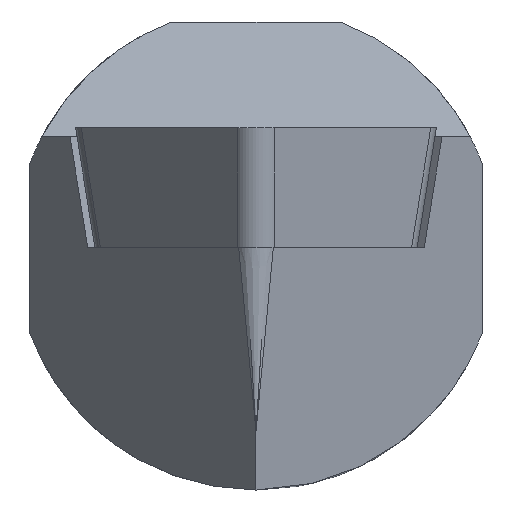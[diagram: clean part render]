
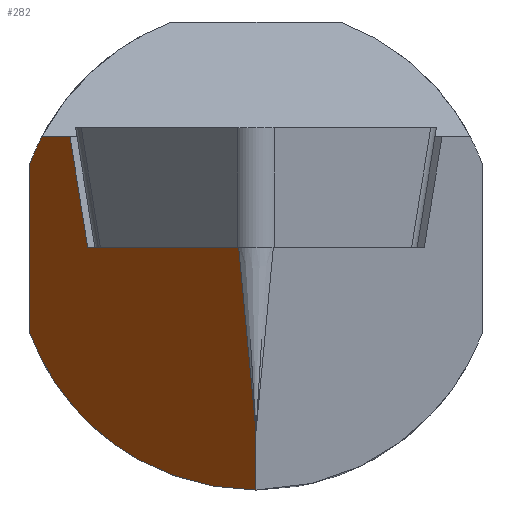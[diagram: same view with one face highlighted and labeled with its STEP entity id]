
A CAD part, left-side view. The second image highlights one B-rep face of the part: STEP entity #282.
In plain terms, the highlighted planar face has unit normal (-0.638, 0.76, -0.122).
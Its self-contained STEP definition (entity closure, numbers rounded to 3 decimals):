
#254=ELLIPSE('',#693,12.539,8.);
#259=ELLIPSE('',#703,12.539,8.);
#282=ADVANCED_FACE('',(#324),#299,.F.);
#299=PLANE('',#716);
#324=FACE_OUTER_BOUND('',#351,.T.);
#351=EDGE_LOOP('',(#462,#463,#464,#465,#466,#467,#468,#469));
#462=ORIENTED_EDGE('',*,*,#581,.T.);
#463=ORIENTED_EDGE('',*,*,#585,.T.);
#464=ORIENTED_EDGE('',*,*,#586,.T.);
#465=ORIENTED_EDGE('',*,*,#578,.T.);
#466=ORIENTED_EDGE('',*,*,#550,.T.);
#467=ORIENTED_EDGE('',*,*,#573,.F.);
#468=ORIENTED_EDGE('',*,*,#565,.T.);
#469=ORIENTED_EDGE('',*,*,#584,.T.);
#499=VERTEX_POINT('',#906);
#500=VERTEX_POINT('',#907);
#511=VERTEX_POINT('',#948);
#513=VERTEX_POINT('',#951);
#518=VERTEX_POINT('',#998);
#520=VERTEX_POINT('',#1005);
#522=VERTEX_POINT('',#1008);
#524=VERTEX_POINT('',#1017);
#550=EDGE_CURVE('',#499,#500,#254,.T.);
#565=EDGE_CURVE('',#513,#511,#259,.T.);
#573=EDGE_CURVE('',#513,#500,#616,.T.);
#578=EDGE_CURVE('',#518,#499,#621,.T.);
#581=EDGE_CURVE('',#520,#522,#623,.T.);
#584=EDGE_CURVE('',#511,#520,#626,.T.);
#585=EDGE_CURVE('',#522,#524,#627,.T.);
#586=EDGE_CURVE('',#524,#518,#628,.T.);
#616=LINE('',#992,#658);
#621=LINE('',#1002,#663);
#623=LINE('',#1009,#665);
#626=LINE('',#1014,#668);
#627=LINE('',#1016,#669);
#628=LINE('',#1018,#670);
#658=VECTOR('',#818,1.);
#663=VECTOR('',#827,1.);
#665=VECTOR('',#833,1.);
#668=VECTOR('',#838,1.);
#669=VECTOR('',#841,1.);
#670=VECTOR('',#842,1.);
#693=AXIS2_PLACEMENT_3D('',#905,#774,#775);
#703=AXIS2_PLACEMENT_3D('',#950,#801,#802);
#716=AXIS2_PLACEMENT_3D('',#1019,#843,#844);
#774=DIRECTION('',(-0.638,0.76,-0.122));
#775=DIRECTION('',(0.77,0.63,-0.101));
#801=DIRECTION('',(-0.638,0.76,-0.122));
#802=DIRECTION('',(0.77,0.63,-0.101));
#818=DIRECTION('',(-0.188,0.,0.982));
#827=DIRECTION('',(0.766,0.643,0.));
#833=DIRECTION('',(-0.078,0.093,0.993));
#838=DIRECTION('',(-0.188,0.,0.982));
#841=DIRECTION('',(0.766,0.643,0.));
#842=DIRECTION('',(0.,0.158,0.987));
#843=DIRECTION('',(0.638,-0.76,0.122));
#844=DIRECTION('',(0.766,0.643,0.));
#905=CARTESIAN_POINT('',(0.345,0.,0.));
#906=CARTESIAN_POINT('',(8.091,7.093,3.7));
#907=CARTESIAN_POINT('',(8.751,7.5,2.784));
#948=CARTESIAN_POINT('',(1.873,0.,-8.));
#950=CARTESIAN_POINT('',(0.345,0.,0.));
#951=CARTESIAN_POINT('',(9.815,7.5,-2.784));
#992=CARTESIAN_POINT('',(12.543,7.5,-17.065));
#998=CARTESIAN_POINT('',(6.98,6.16,3.7));
#1002=CARTESIAN_POINT('',(0.734,0.919,3.7));
#1005=CARTESIAN_POINT('',(1.505,0.,-6.073));
#1008=CARTESIAN_POINT('',(1.024,0.574,0.03));
#1009=CARTESIAN_POINT('',(0.734,0.919,3.7));
#1014=CARTESIAN_POINT('',(-0.323,0.,3.498));
#1016=CARTESIAN_POINT('',(1.024,0.574,0.03));
#1017=CARTESIAN_POINT('',(6.98,5.572,0.03));
#1018=CARTESIAN_POINT('',(6.98,6.029,2.881));
#1019=CARTESIAN_POINT('',(0.734,0.919,3.7));
